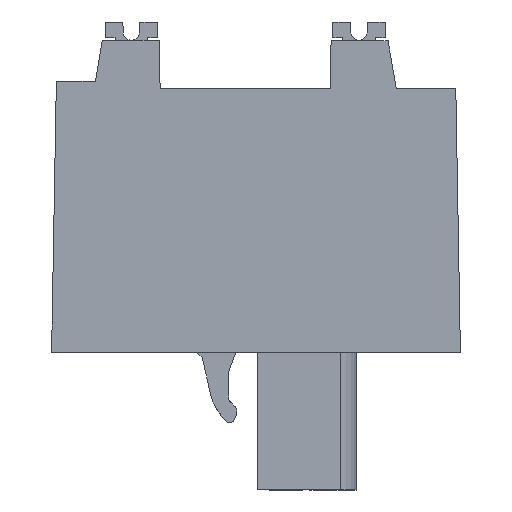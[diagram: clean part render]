
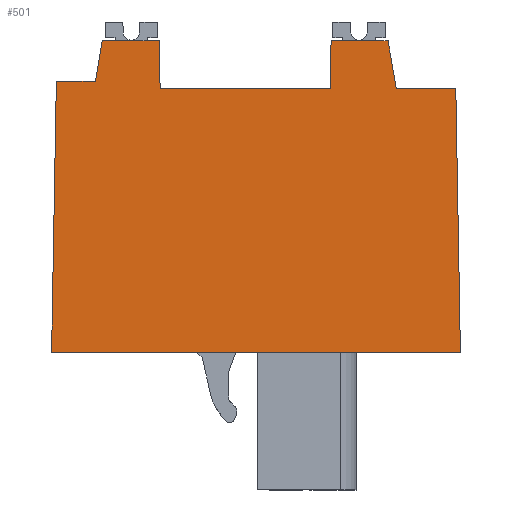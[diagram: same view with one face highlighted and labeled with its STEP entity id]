
A CAD part, left-side view. The second image highlights one B-rep face of the part: STEP entity #501.
In plain terms, the highlighted planar face has unit normal (-1, 0, 0).
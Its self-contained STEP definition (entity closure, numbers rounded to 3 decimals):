
#417=AXIS2_PLACEMENT_3D('Plane Axis2P3D',#414,#415,#416) ;
#40=CARTESIAN_POINT('Vertex',(0.,21.679,27.192)) ;
#45=CARTESIAN_POINT('Line Origine',(0.,19.954,27.192)) ;
#49=CARTESIAN_POINT('Vertex',(0.,18.23,27.192)) ;
#334=CARTESIAN_POINT('Vertex',(0.,22.101,24.742)) ;
#337=CARTESIAN_POINT('Line Origine',(0.,21.89,25.967)) ;
#414=CARTESIAN_POINT('Axis2P3D Location',(0.,0.,0.)) ;
#419=CARTESIAN_POINT('Line Origine',(0.,18.204,25.742)) ;
#423=CARTESIAN_POINT('Vertex',(0.,18.179,24.292)) ;
#426=CARTESIAN_POINT('Line Origine',(0.,23.281,24.742)) ;
#430=CARTESIAN_POINT('Vertex',(0.,24.461,24.742)) ;
#433=CARTESIAN_POINT('Line Origine',(0.,24.604,16.546)) ;
#437=CARTESIAN_POINT('Vertex',(0.,24.747,8.35)) ;
#440=CARTESIAN_POINT('Line Origine',(0.,12.373,8.35)) ;
#444=CARTESIAN_POINT('Vertex',(0.,0.,8.35)) ;
#447=CARTESIAN_POINT('Line Origine',(0.,0.139,16.321)) ;
#451=CARTESIAN_POINT('Vertex',(0.,0.278,24.292)) ;
#454=CARTESIAN_POINT('Line Origine',(0.,2.079,24.292)) ;
#458=CARTESIAN_POINT('Vertex',(0.,3.879,24.292)) ;
#461=CARTESIAN_POINT('Line Origine',(0.,4.129,25.742)) ;
#465=CARTESIAN_POINT('Vertex',(0.,4.379,27.192)) ;
#468=CARTESIAN_POINT('Line Origine',(0.,6.104,27.192)) ;
#472=CARTESIAN_POINT('Vertex',(0.,7.828,27.192)) ;
#475=CARTESIAN_POINT('Line Origine',(0.,7.854,25.742)) ;
#479=CARTESIAN_POINT('Vertex',(0.,7.879,24.292)) ;
#482=CARTESIAN_POINT('Line Origine',(0.,13.029,24.292)) ;
#46=DIRECTION('Vector Direction',(0.,-1.,0.)) ;
#338=DIRECTION('Vector Direction',(0.,-0.17,0.985)) ;
#415=DIRECTION('Axis2P3D Direction',(-1.,0.,0.)) ;
#416=DIRECTION('Axis2P3D XDirection',(0.,0.,1.)) ;
#420=DIRECTION('Vector Direction',(0.,-0.017,-1.)) ;
#427=DIRECTION('Vector Direction',(0.,-1.,0.)) ;
#434=DIRECTION('Vector Direction',(0.,0.017,-1.)) ;
#441=DIRECTION('Vector Direction',(0.,-1.,0.)) ;
#448=DIRECTION('Vector Direction',(0.,0.017,1.)) ;
#455=DIRECTION('Vector Direction',(0.,-1.,0.)) ;
#462=DIRECTION('Vector Direction',(0.,-0.17,-0.985)) ;
#469=DIRECTION('Vector Direction',(0.,-1.,0.)) ;
#476=DIRECTION('Vector Direction',(0.,-0.017,1.)) ;
#483=DIRECTION('Vector Direction',(0.,-1.,0.)) ;
#47=VECTOR('Line Direction',#46,1.) ;
#339=VECTOR('Line Direction',#338,1.) ;
#421=VECTOR('Line Direction',#420,1.) ;
#428=VECTOR('Line Direction',#427,1.) ;
#435=VECTOR('Line Direction',#434,1.) ;
#442=VECTOR('Line Direction',#441,1.) ;
#449=VECTOR('Line Direction',#448,1.) ;
#456=VECTOR('Line Direction',#455,1.) ;
#463=VECTOR('Line Direction',#462,1.) ;
#470=VECTOR('Line Direction',#469,1.) ;
#477=VECTOR('Line Direction',#476,1.) ;
#484=VECTOR('Line Direction',#483,1.) ;
#488=ORIENTED_EDGE('',*,*,#425,.T.) ;
#489=ORIENTED_EDGE('',*,*,#51,.T.) ;
#490=ORIENTED_EDGE('',*,*,#341,.T.) ;
#491=ORIENTED_EDGE('',*,*,#432,.T.) ;
#492=ORIENTED_EDGE('',*,*,#439,.T.) ;
#493=ORIENTED_EDGE('',*,*,#446,.T.) ;
#494=ORIENTED_EDGE('',*,*,#453,.T.) ;
#495=ORIENTED_EDGE('',*,*,#460,.T.) ;
#496=ORIENTED_EDGE('',*,*,#467,.T.) ;
#497=ORIENTED_EDGE('',*,*,#474,.T.) ;
#498=ORIENTED_EDGE('',*,*,#481,.T.) ;
#499=ORIENTED_EDGE('',*,*,#486,.T.) ;
#501=ADVANCED_FACE('HOUSING',(#500),#418,.T.) ;
#51=EDGE_CURVE('',#50,#41,#48,.F.) ;
#341=EDGE_CURVE('',#41,#335,#340,.F.) ;
#425=EDGE_CURVE('',#424,#50,#422,.F.) ;
#432=EDGE_CURVE('',#335,#431,#429,.F.) ;
#439=EDGE_CURVE('',#431,#438,#436,.T.) ;
#446=EDGE_CURVE('',#438,#445,#443,.T.) ;
#453=EDGE_CURVE('',#445,#452,#450,.T.) ;
#460=EDGE_CURVE('',#452,#459,#457,.F.) ;
#467=EDGE_CURVE('',#459,#466,#464,.F.) ;
#474=EDGE_CURVE('',#466,#473,#471,.F.) ;
#481=EDGE_CURVE('',#473,#480,#478,.F.) ;
#486=EDGE_CURVE('',#480,#424,#485,.F.) ;
#487=EDGE_LOOP('',(#488,#489,#490,#491,#492,#493,#494,#495,#496,#497,#498,#499)) ;
#500=FACE_OUTER_BOUND('',#487,.T.) ;
#48=LINE('Line',#45,#47) ;
#340=LINE('Line',#337,#339) ;
#422=LINE('Line',#419,#421) ;
#429=LINE('Line',#426,#428) ;
#436=LINE('Line',#433,#435) ;
#443=LINE('Line',#440,#442) ;
#450=LINE('Line',#447,#449) ;
#457=LINE('Line',#454,#456) ;
#464=LINE('Line',#461,#463) ;
#471=LINE('Line',#468,#470) ;
#478=LINE('Line',#475,#477) ;
#485=LINE('Line',#482,#484) ;
#418=PLANE('',#417) ;
#41=VERTEX_POINT('',#40) ;
#50=VERTEX_POINT('',#49) ;
#335=VERTEX_POINT('',#334) ;
#424=VERTEX_POINT('',#423) ;
#431=VERTEX_POINT('',#430) ;
#438=VERTEX_POINT('',#437) ;
#445=VERTEX_POINT('',#444) ;
#452=VERTEX_POINT('',#451) ;
#459=VERTEX_POINT('',#458) ;
#466=VERTEX_POINT('',#465) ;
#473=VERTEX_POINT('',#472) ;
#480=VERTEX_POINT('',#479) ;
